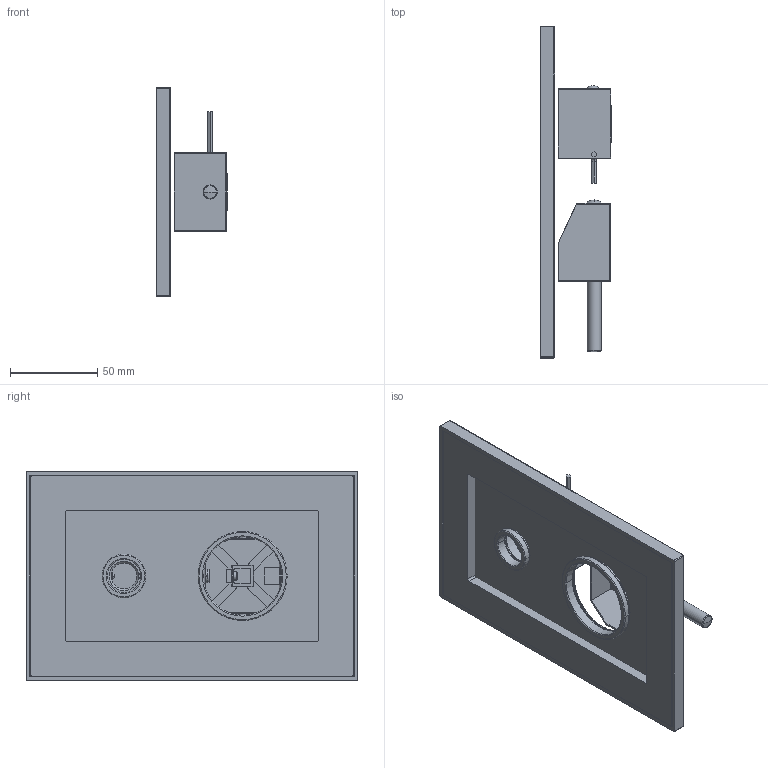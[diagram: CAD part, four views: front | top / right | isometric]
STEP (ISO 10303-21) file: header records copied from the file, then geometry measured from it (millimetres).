
FILE_DESCRIPTION((''),'2;1');
FILE_NAME('LEA018CREST_ASM','2021-01-29T14:25:34',('stefano.gianpani'),('PAFFONI SpA'),'CREO PARAMETRIC BY PTC INC, 2020044','CREO PARAMETRIC BY PTC INC, 2020044','');
FILE_SCHEMA(('CONFIG_CONTROL_DESIGN','SHAPE_APPEARANCE_LAYERS_GROUPS'));
Length unit declared in the file: millimetre
Products named in the file (15): 2041734_CORPO-LEVA; 2041734_LEVA; 2041734CR_ASM; 592305006A2I; TCF08CRTE; CHBR25; 8001113CR_ASM; 4061169CR_AF2; 2091320; 2091319; 2091341; 2042488GR; 2041560GR; 2091105CRN; LEA018CREST_ASM
Assembly tree (14 placements, depth 3):
  LEA018CREST_ASM
    2041734CR_ASM
      2041734_CORPO-LEVA
      2041734_LEVA
    8001113CR_ASM
      592305006A2I
      TCF08CRTE
      CHBR25
    4061169CR_AF2
    2091320
    2091319
    2091341
    2042488GR
    2041560GR
    2091105CRN
Bounding box: 40.49 x 190 x 120 mm (x, y, z)
Volume: 169474.6 mm3; surface area: 115687.2 mm2
Topology: 12 solids, 18 shells, 340 faces, 808 edges, 509 vertices
Faces by surface type: plane 150, cylinder 116, cone 32, torus 28, sphere 14
Entity records: 13660 total; most frequent: CARTESIAN_POINT 2009, DIRECTION 1850, ORIENTED_EDGE 1574, PRESENTATION_STYLE_ASSIGNMENT 913, STYLED_ITEM 913, CURVE_STYLE 800, EDGE_CURVE 800, AXIS2_PLACEMENT_3D 702
